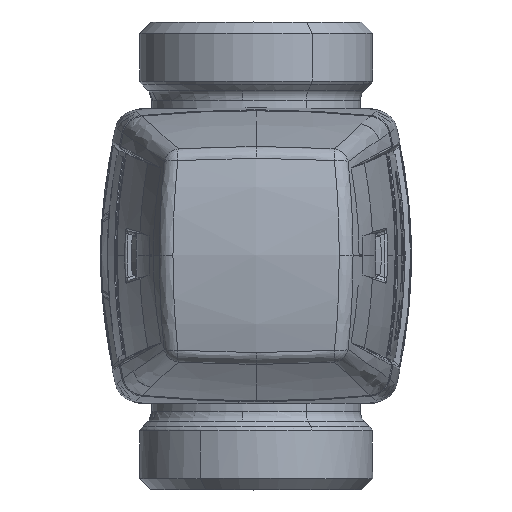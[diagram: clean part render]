
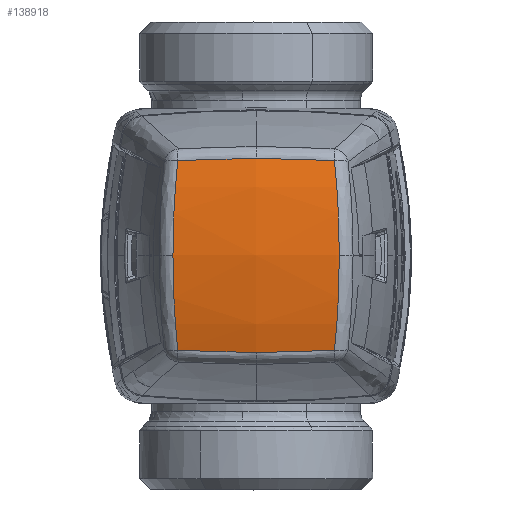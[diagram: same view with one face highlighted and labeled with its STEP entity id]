
A CAD part, top view. The second image highlights one B-rep face of the part: STEP entity #138918.
In plain terms, the highlighted face is a revolution surface.
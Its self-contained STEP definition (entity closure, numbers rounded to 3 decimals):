
#136370=CARTESIAN_POINT('Vertex',(14.072,-17.049,57.132)) ;
#136380=CARTESIAN_POINT('Vertex',(14.944,0.,59.156)) ;
#136384=CARTESIAN_POINT('Control Point',(14.944,0.,59.156)) ;
#136385=CARTESIAN_POINT('Control Point',(14.944,-3.439,59.156)) ;
#136386=CARTESIAN_POINT('Control Point',(14.855,-6.879,58.954)) ;
#136387=CARTESIAN_POINT('Control Point',(14.679,-10.304,58.549)) ;
#136388=CARTESIAN_POINT('Control Point',(14.416,-13.699,57.941)) ;
#136389=CARTESIAN_POINT('Control Point',(14.072,-17.049,57.132)) ;
#136458=CARTESIAN_POINT('Vertex',(0.,-17.448,57.791)) ;
#136462=CARTESIAN_POINT('Control Point',(0.,-17.448,57.791)) ;
#136463=CARTESIAN_POINT('Control Point',(2.82,-17.448,57.791)) ;
#136464=CARTESIAN_POINT('Control Point',(5.64,-17.408,57.725)) ;
#136465=CARTESIAN_POINT('Control Point',(8.457,-17.328,57.593)) ;
#136466=CARTESIAN_POINT('Control Point',(11.268,-17.208,57.396)) ;
#136467=CARTESIAN_POINT('Control Point',(14.072,-17.049,57.132)) ;
#136520=CARTESIAN_POINT('Vertex',(-14.072,-17.049,57.132)) ;
#136524=CARTESIAN_POINT('Control Point',(0.,-17.448,57.791)) ;
#136525=CARTESIAN_POINT('Control Point',(-2.82,-17.448,57.791)) ;
#136526=CARTESIAN_POINT('Control Point',(-5.64,-17.408,57.725)) ;
#136527=CARTESIAN_POINT('Control Point',(-8.457,-17.328,57.593)) ;
#136528=CARTESIAN_POINT('Control Point',(-11.268,-17.208,57.396)) ;
#136529=CARTESIAN_POINT('Control Point',(-14.072,-17.049,57.132)) ;
#136598=CARTESIAN_POINT('Vertex',(-14.944,0.,59.156)) ;
#136602=CARTESIAN_POINT('Control Point',(-14.944,0.,59.156)) ;
#136603=CARTESIAN_POINT('Control Point',(-14.944,-3.439,59.156)) ;
#136604=CARTESIAN_POINT('Control Point',(-14.855,-6.879,58.954)) ;
#136605=CARTESIAN_POINT('Control Point',(-14.679,-10.304,58.549)) ;
#136606=CARTESIAN_POINT('Control Point',(-14.416,-13.699,57.941)) ;
#136607=CARTESIAN_POINT('Control Point',(-14.072,-17.049,57.132)) ;
#137377=CARTESIAN_POINT('Vertex',(-14.072,17.049,57.132)) ;
#137381=CARTESIAN_POINT('Control Point',(-14.944,0.,59.156)) ;
#137382=CARTESIAN_POINT('Control Point',(-14.944,3.439,59.156)) ;
#137383=CARTESIAN_POINT('Control Point',(-14.855,6.879,58.954)) ;
#137384=CARTESIAN_POINT('Control Point',(-14.679,10.304,58.549)) ;
#137385=CARTESIAN_POINT('Control Point',(-14.416,13.699,57.941)) ;
#137386=CARTESIAN_POINT('Control Point',(-14.072,17.049,57.132)) ;
#137455=CARTESIAN_POINT('Vertex',(0.,17.448,57.791)) ;
#137459=CARTESIAN_POINT('Control Point',(0.,17.448,57.791)) ;
#137460=CARTESIAN_POINT('Control Point',(-2.82,17.448,57.791)) ;
#137461=CARTESIAN_POINT('Control Point',(-5.64,17.408,57.725)) ;
#137462=CARTESIAN_POINT('Control Point',(-8.457,17.328,57.593)) ;
#137463=CARTESIAN_POINT('Control Point',(-11.268,17.208,57.396)) ;
#137464=CARTESIAN_POINT('Control Point',(-14.072,17.049,57.132)) ;
#137517=CARTESIAN_POINT('Vertex',(14.072,17.049,57.132)) ;
#137521=CARTESIAN_POINT('Control Point',(0.,17.448,57.791)) ;
#137522=CARTESIAN_POINT('Control Point',(2.82,17.448,57.791)) ;
#137523=CARTESIAN_POINT('Control Point',(5.64,17.408,57.725)) ;
#137524=CARTESIAN_POINT('Control Point',(8.457,17.328,57.593)) ;
#137525=CARTESIAN_POINT('Control Point',(11.268,17.208,57.396)) ;
#137526=CARTESIAN_POINT('Control Point',(14.072,17.049,57.132)) ;
#137589=CARTESIAN_POINT('Control Point',(14.944,0.,59.156)) ;
#137590=CARTESIAN_POINT('Control Point',(14.944,3.439,59.156)) ;
#137591=CARTESIAN_POINT('Control Point',(14.855,6.879,58.954)) ;
#137592=CARTESIAN_POINT('Control Point',(14.679,10.304,58.549)) ;
#137593=CARTESIAN_POINT('Control Point',(14.416,13.699,57.941)) ;
#137594=CARTESIAN_POINT('Control Point',(14.072,17.049,57.132)) ;
#138898=CARTESIAN_POINT('Control Point',(-62.572,17.547,41.788)) ;
#138899=CARTESIAN_POINT('Control Point',(-63.425,10.679,43.348)) ;
#138900=CARTESIAN_POINT('Control Point',(-63.86,3.586,44.145)) ;
#138901=CARTESIAN_POINT('Control Point',(-63.86,-3.586,44.145)) ;
#138902=CARTESIAN_POINT('Control Point',(-63.425,-10.679,43.348)) ;
#138903=CARTESIAN_POINT('Control Point',(-62.572,-17.547,41.788)) ;
#138904=CARTESIAN_POINT('Axis1P Location',(0.,0.,-72.75)) ;
#138905=DIRECTION('Axis1P Direction',(-0.,1.,0.)) ;
#138909=ORIENTED_EDGE('',*,*,#137465,.T.) ;
#138910=ORIENTED_EDGE('',*,*,#137387,.T.) ;
#138911=ORIENTED_EDGE('',*,*,#136608,.T.) ;
#138912=ORIENTED_EDGE('',*,*,#136530,.T.) ;
#138913=ORIENTED_EDGE('',*,*,#136468,.T.) ;
#138914=ORIENTED_EDGE('',*,*,#136390,.T.) ;
#138915=ORIENTED_EDGE('',*,*,#137595,.T.) ;
#138916=ORIENTED_EDGE('',*,*,#137527,.T.) ;
#138918=ADVANCED_FACE('PartBody',(#138917),#138907,.F.) ;
#138906=AXIS1_PLACEMENT('Revolution Surface Axis1P',#138904,#138905) ;
#136383=B_SPLINE_CURVE_WITH_KNOTS('',5,(#136384,#136385,#136386,#136387,#136388,#136389),.UNSPECIFIED.,.F.,.U.,(6,6),(38.994,56.228),.UNSPECIFIED.) ;
#136461=B_SPLINE_CURVE_WITH_KNOTS('',5,(#136462,#136463,#136464,#136465,#136466,#136467),.UNSPECIFIED.,.F.,.U.,(6,6),(26.124,40.217),.UNSPECIFIED.) ;
#136523=B_SPLINE_CURVE_WITH_KNOTS('',5,(#136524,#136525,#136526,#136527,#136528,#136529),.UNSPECIFIED.,.F.,.U.,(6,6),(26.124,40.217),.UNSPECIFIED.) ;
#136601=B_SPLINE_CURVE_WITH_KNOTS('',5,(#136602,#136603,#136604,#136605,#136606,#136607),.UNSPECIFIED.,.F.,.U.,(6,6),(38.994,56.229),.UNSPECIFIED.) ;
#137380=B_SPLINE_CURVE_WITH_KNOTS('',5,(#137381,#137382,#137383,#137384,#137385,#137386),.UNSPECIFIED.,.F.,.U.,(6,6),(38.994,56.228),.UNSPECIFIED.) ;
#137458=B_SPLINE_CURVE_WITH_KNOTS('',5,(#137459,#137460,#137461,#137462,#137463,#137464),.UNSPECIFIED.,.F.,.U.,(6,6),(26.123,40.217),.UNSPECIFIED.) ;
#137520=B_SPLINE_CURVE_WITH_KNOTS('',5,(#137521,#137522,#137523,#137524,#137525,#137526),.UNSPECIFIED.,.F.,.U.,(6,6),(26.124,40.217),.UNSPECIFIED.) ;
#137588=B_SPLINE_CURVE_WITH_KNOTS('',5,(#137589,#137590,#137591,#137592,#137593,#137594),.UNSPECIFIED.,.F.,.U.,(6,6),(38.994,56.229),.UNSPECIFIED.) ;
#138897=B_SPLINE_CURVE_WITH_KNOTS('',5,(#138898,#138899,#138900,#138901,#138902,#138903),.UNSPECIFIED.,.F.,.U.,(6,6),(-16.857,18.806),.UNSPECIFIED.) ;
#136390=EDGE_CURVE('',#136371,#136381,#136383,.F.) ;
#136468=EDGE_CURVE('',#136459,#136371,#136461,.T.) ;
#136530=EDGE_CURVE('',#136521,#136459,#136523,.F.) ;
#136608=EDGE_CURVE('',#136599,#136521,#136601,.T.) ;
#137387=EDGE_CURVE('',#137378,#136599,#137380,.F.) ;
#137465=EDGE_CURVE('',#137456,#137378,#137458,.T.) ;
#137527=EDGE_CURVE('',#137518,#137456,#137520,.F.) ;
#137595=EDGE_CURVE('',#136381,#137518,#137588,.T.) ;
#138908=EDGE_LOOP('',(#138909,#138910,#138911,#138912,#138913,#138914,#138915,#138916)) ;
#138917=FACE_OUTER_BOUND('',#138908,.T.) ;
#138907=SURFACE_OF_REVOLUTION('Surface of Revolution',#138897,#138906) ;
#136371=VERTEX_POINT('',#136370) ;
#136381=VERTEX_POINT('',#136380) ;
#136459=VERTEX_POINT('',#136458) ;
#136521=VERTEX_POINT('',#136520) ;
#136599=VERTEX_POINT('',#136598) ;
#137378=VERTEX_POINT('',#137377) ;
#137456=VERTEX_POINT('',#137455) ;
#137518=VERTEX_POINT('',#137517) ;
